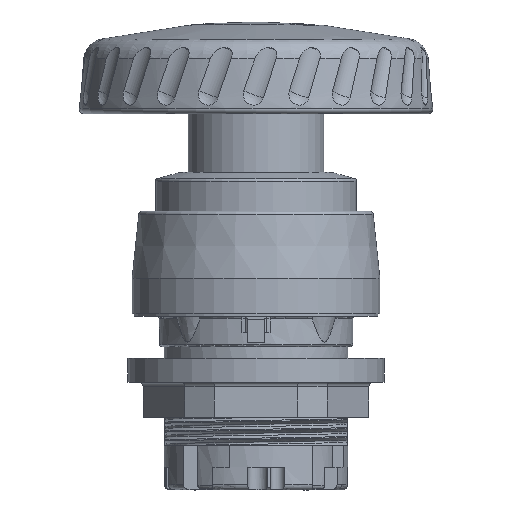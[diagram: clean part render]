
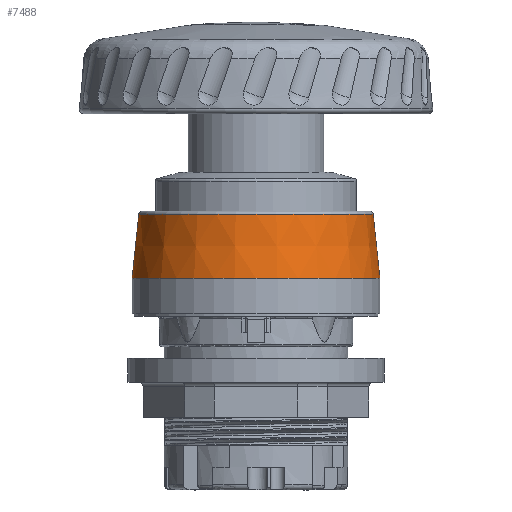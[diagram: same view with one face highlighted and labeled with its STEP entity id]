
A CAD part, front view. The second image highlights one B-rep face of the part: STEP entity #7488.
In plain terms, the highlighted conical face has half-angle 6 degrees and reference radius 13.619 mm.
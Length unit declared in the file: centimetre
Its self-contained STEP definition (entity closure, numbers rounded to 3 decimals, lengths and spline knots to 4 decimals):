
#1351=CONICAL_SURFACE('',#8225,1.3619,6.);
#1395=FACE_BOUND('',#2206,.T.);
#1720=FACE_OUTER_BOUND('',#2205,.T.);
#2205=EDGE_LOOP('',(#6090));
#2206=EDGE_LOOP('',(#6091));
#2692=CIRCLE('',#8224,1.3239);
#2693=CIRCLE('',#8226,1.4);
#3314=VERTEX_POINT('',#14585);
#3315=VERTEX_POINT('',#14588);
#4309=EDGE_CURVE('',#3314,#3314,#2692,.T.);
#4310=EDGE_CURVE('',#3315,#3315,#2693,.T.);
#6090=ORIENTED_EDGE('',*,*,#4309,.F.);
#6091=ORIENTED_EDGE('',*,*,#4310,.T.);
#7488=ADVANCED_FACE('',(#1720,#1395),#1351,.T.);
#8224=AXIS2_PLACEMENT_3D('',#14586,#9734,#9735);
#8225=AXIS2_PLACEMENT_3D('',#14587,#9736,#9737);
#8226=AXIS2_PLACEMENT_3D('',#14589,#9738,#9739);
#9734=DIRECTION('center_axis',(0.,0.,
1.));
#9735=DIRECTION('ref_axis',(-1.,0.,0.));
#9736=DIRECTION('center_axis',(0.,0.,
-1.));
#9737=DIRECTION('ref_axis',(-1.,0.,0.));
#9738=DIRECTION('center_axis',(0.,0.,
1.));
#9739=DIRECTION('ref_axis',(-1.,0.,0.));
#14585=CARTESIAN_POINT('',(-1.3239,0.,1.5392));
#14586=CARTESIAN_POINT('Origin',(0.,0.,
1.5392));
#14587=CARTESIAN_POINT('Origin',(0.,0.,
1.1771));
#14588=CARTESIAN_POINT('',(-1.4,0.,0.815));
#14589=CARTESIAN_POINT('Origin',(0.,0.,
0.815));
